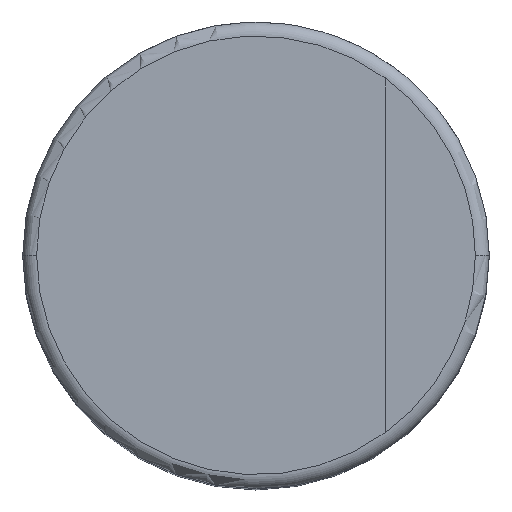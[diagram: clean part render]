
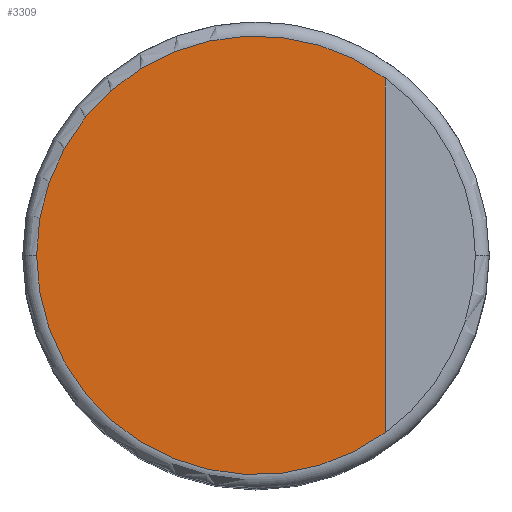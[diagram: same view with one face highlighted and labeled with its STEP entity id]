
A CAD part, top view. The second image highlights one B-rep face of the part: STEP entity #3309.
In plain terms, the highlighted planar face has unit normal (0, 0, 1).
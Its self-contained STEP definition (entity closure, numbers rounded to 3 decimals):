
#29 = DIRECTION ( 'NONE',  ( -1., 0., 0. ) ) ;
#114 = AXIS2_PLACEMENT_3D ( 'NONE', #762, #669, #29 ) ;
#406 = CARTESIAN_POINT ( 'NONE',  ( 2.766, 0., 16.5 ) ) ;
#669 = DIRECTION ( 'NONE',  ( 0., 0., -1. ) ) ;
#762 = CARTESIAN_POINT ( 'NONE',  ( 0., 0., 16.5 ) ) ;
#850 = CARTESIAN_POINT ( 'NONE',  ( -4.7, 0., 16.5 ) ) ;
#901 = DIRECTION ( 'NONE',  ( 0., 0., 1. ) ) ;
#1354 = CARTESIAN_POINT ( 'NONE',  ( 2.766, 3.8, 16.5 ) ) ;
#1739 = CIRCLE ( 'NONE', #3898, 4.7 ) ;
#2044 = PLANE ( 'NONE',  #114 ) ;
#2178 = EDGE_LOOP ( 'NONE', ( #2996, #7909, #5062 ) ) ;
#2233 = VERTEX_POINT ( 'NONE', #850 ) ;
#2419 = DIRECTION ( 'NONE',  ( 0., -1., 0. ) ) ;
#2445 = CIRCLE ( 'NONE', #3295, 4.7 ) ;
#2669 = LINE ( 'NONE', #406, #5506 ) ;
#2700 = VERTEX_POINT ( 'NONE', #1354 ) ;
#2984 = CARTESIAN_POINT ( 'NONE',  ( 0., 0., 16.5 ) ) ;
#2996 = ORIENTED_EDGE ( 'NONE', *, *, #3284, .T. ) ;
#3284 = EDGE_CURVE ( 'NONE', #2700, #2233, #2445, .T. ) ;
#3295 = AXIS2_PLACEMENT_3D ( 'NONE', #5447, #8385, #6967 ) ;
#3309 = ADVANCED_FACE ( 'NONE', ( #6920 ), #2044, .F. ) ;
#3898 = AXIS2_PLACEMENT_3D ( 'NONE', #2984, #901, #7188 ) ;
#5062 = ORIENTED_EDGE ( 'NONE', *, *, #7618, .F. ) ;
#5447 = CARTESIAN_POINT ( 'NONE',  ( 0., 0., 16.5 ) ) ;
#5506 = VECTOR ( 'NONE', #2419, 1000. ) ;
#6080 = CARTESIAN_POINT ( 'NONE',  ( 2.766, -3.8, 16.5 ) ) ;
#6920 = FACE_OUTER_BOUND ( 'NONE', #2178, .T. ) ;
#6967 = DIRECTION ( 'NONE',  ( 1., 0., 0. ) ) ;
#7188 = DIRECTION ( 'NONE',  ( 1., 0., 0. ) ) ;
#7618 = EDGE_CURVE ( 'NONE', #2700, #7968, #2669, .T. ) ;
#7840 = EDGE_CURVE ( 'NONE', #2233, #7968, #1739, .T. ) ;
#7909 = ORIENTED_EDGE ( 'NONE', *, *, #7840, .T. ) ;
#7968 = VERTEX_POINT ( 'NONE', #6080 ) ;
#8385 = DIRECTION ( 'NONE',  ( 0., 0., 1. ) ) ;
